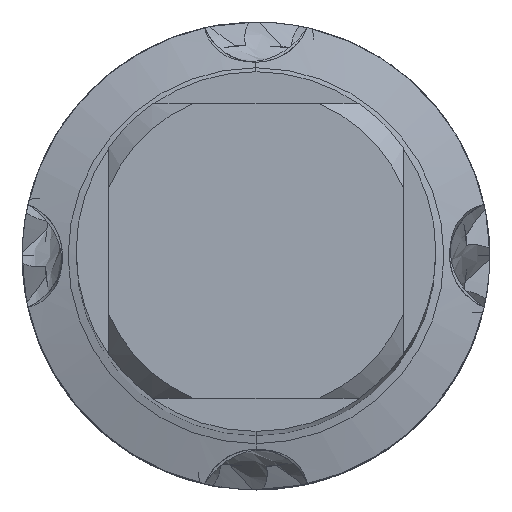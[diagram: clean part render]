
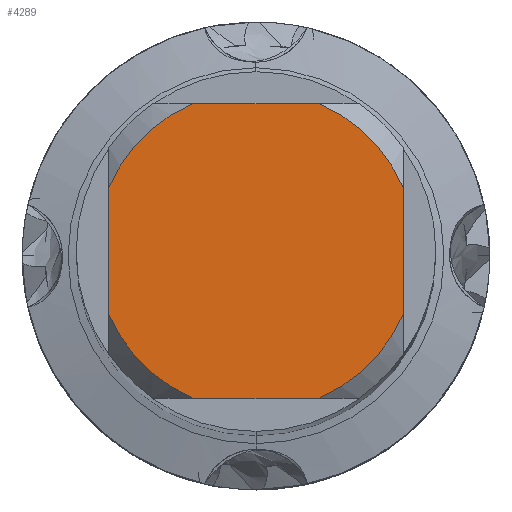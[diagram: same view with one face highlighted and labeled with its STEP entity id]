
A CAD part, top view. The second image highlights one B-rep face of the part: STEP entity #4289.
In plain terms, the highlighted planar face has unit normal (0, 0, 1).
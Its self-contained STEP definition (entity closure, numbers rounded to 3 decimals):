
#1853=EDGE_CURVE('',#2157,#4551,#5095,.T.);
#1929=VERTEX_POINT('',#5179);
#2003=EDGE_CURVE('',#2015,#4071,#5255,.T.);
#2015=VERTEX_POINT('',#5267);
#2091=VERTEX_POINT('',#5349);
#2157=VERTEX_POINT('',#5421);
#2863=EDGE_CURVE('',#2157,#3891,#6194,.T.);
#3123=EDGE_CURVE('',#2015,#3891,#6485,.T.);
#3459=EDGE_CURVE('',#2091,#4551,#6841,.T.);
#3891=VERTEX_POINT('',#7306);
#4001=VERTEX_POINT('',#7428);
#4071=VERTEX_POINT('',#7512);
#4099=EDGE_CURVE('',#4001,#4071,#7542,.T.);
#4289=ADVANCED_FACE('',(#7744),#7745,.T.);
#4551=VERTEX_POINT('',#8027);
#4593=EDGE_CURVE('',#4001,#1929,#8070,.T.);
#4653=EDGE_CURVE('',#2091,#1929,#8134,.T.);
#5095=LINE('',#9335,#9336);
#5179=CARTESIAN_POINT('',(-4.5,-1.939,0.0));
#5255=CIRCLE('',#9705,4.9);
#5267=CARTESIAN_POINT('',(4.5,-1.939,0.0));
#5349=CARTESIAN_POINT('',(-4.5,1.939,0.0));
#5421=CARTESIAN_POINT('',(1.939,4.5,0.0));
#6194=CIRCLE('',#12401,4.9);
#6485=LINE('',#13173,#13174);
#6841=CIRCLE('',#14290,4.9);
#7306=CARTESIAN_POINT('',(4.5,1.939,0.0));
#7428=CARTESIAN_POINT('',(-1.939,-4.5,0.0));
#7512=CARTESIAN_POINT('',(1.939,-4.5,0.0));
#7542=LINE('',#16661,#16662);
#7744=FACE_OUTER_BOUND('',#17181,.T.);
#7745=PLANE('',#17182);
#8027=CARTESIAN_POINT('',(-1.939,4.5,0.0));
#8070=CIRCLE('',#17968,4.9);
#8134=LINE('',#18397,#18398);
#9335=CARTESIAN_POINT('',(0.0,4.5,0.0));
#9336=VECTOR('',#19263,1.0);
#9705=AXIS2_PLACEMENT_3D('',#19409,#19410,#19411);
#12401=AXIS2_PLACEMENT_3D('',#20334,#20335,#20336);
#13173=CARTESIAN_POINT('',(4.5,1.225,0.0));
#13174=VECTOR('',#20680,1.0);
#14290=AXIS2_PLACEMENT_3D('',#21030,#21031,#21032);
#16661=CARTESIAN_POINT('',(0.0,-4.5,0.0));
#16662=VECTOR('',#21803,1.0);
#17181=EDGE_LOOP('',(#21986,#21987,#21988,#21989,#21990,#21991,#21992,#21993));
#17182=AXIS2_PLACEMENT_3D('',#21994,#21995,#21996);
#17968=AXIS2_PLACEMENT_3D('',#22297,#22298,#22299);
#18397=CARTESIAN_POINT('',(-4.5,1.225,0.0));
#18398=VECTOR('',#22425,1.0);
#19263=DIRECTION('',(-1.0,0.0,0.0));
#19409=CARTESIAN_POINT('',(0.0,0.0,0.0));
#19410=DIRECTION('',(0.0,0.0,-1.0));
#19411=DIRECTION('',(0.0,1.0,0.0));
#20334=CARTESIAN_POINT('',(0.0,0.0,0.0));
#20335=DIRECTION('',(0.0,0.0,-1.0));
#20336=DIRECTION('',(0.0,1.0,0.0));
#20680=DIRECTION('',(-0.0,1.0,0.0));
#21030=CARTESIAN_POINT('',(0.0,0.0,0.0));
#21031=DIRECTION('',(0.0,0.0,-1.0));
#21032=DIRECTION('',(0.0,1.0,0.0));
#21803=DIRECTION('',(1.0,0.0,0.0));
#21986=ORIENTED_EDGE('',*,*,#4653,.T.);
#21987=ORIENTED_EDGE('',*,*,#4593,.F.);
#21988=ORIENTED_EDGE('',*,*,#4099,.T.);
#21989=ORIENTED_EDGE('',*,*,#2003,.F.);
#21990=ORIENTED_EDGE('',*,*,#3123,.T.);
#21991=ORIENTED_EDGE('',*,*,#2863,.F.);
#21992=ORIENTED_EDGE('',*,*,#1853,.T.);
#21993=ORIENTED_EDGE('',*,*,#3459,.F.);
#21994=CARTESIAN_POINT('',(0.0,2.45,0.0));
#21995=DIRECTION('',(-0.0,0.0,1.0));
#21996=DIRECTION('',(0.0,-1.0,0.0));
#22297=CARTESIAN_POINT('',(0.0,0.0,0.0));
#22298=DIRECTION('',(0.0,0.0,-1.0));
#22299=DIRECTION('',(0.0,1.0,0.0));
#22425=DIRECTION('',(-0.0,-1.0,0.0));
